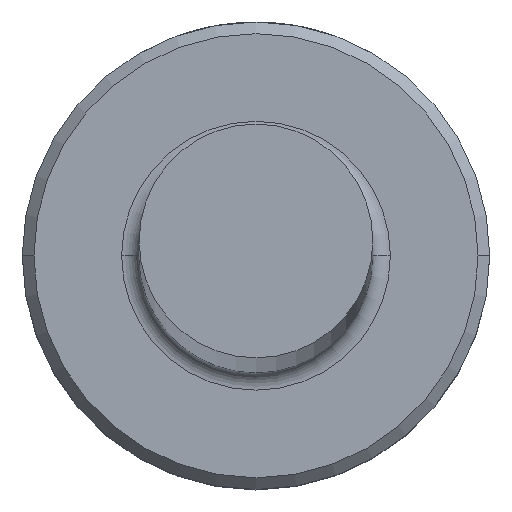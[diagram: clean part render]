
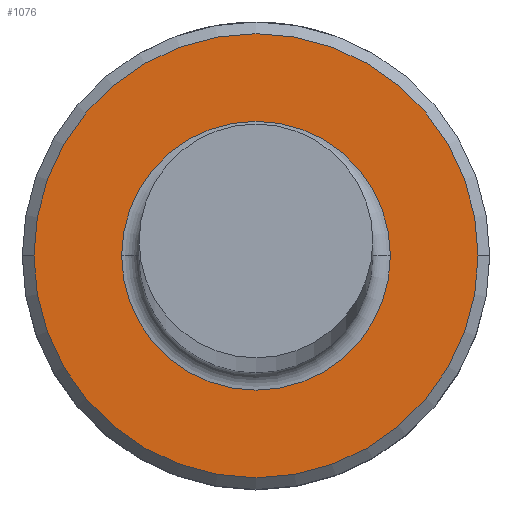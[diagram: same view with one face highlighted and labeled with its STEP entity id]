
A CAD part, top view. The second image highlights one B-rep face of the part: STEP entity #1076.
In plain terms, the highlighted planar face has unit normal (0, 0, 1).
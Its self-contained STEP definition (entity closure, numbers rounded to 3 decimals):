
#26 = DIRECTION ( 'NONE',  ( 0., 0., 1. ) ) ;
#148 = DIRECTION ( 'NONE',  ( 0., 0., 1. ) ) ;
#149 = FACE_BOUND ( 'NONE', #842, .T. ) ;
#153 = AXIS2_PLACEMENT_3D ( 'NONE', #693, #148, #787 ) ;
#180 = FACE_OUTER_BOUND ( 'NONE', #916, .T. ) ;
#201 = CIRCLE ( 'NONE', #212, 2.3 ) ;
#210 = CARTESIAN_POINT ( 'NONE',  ( 0., 0., 5. ) ) ;
#212 = AXIS2_PLACEMENT_3D ( 'NONE', #291, #910, #376 ) ;
#217 = DIRECTION ( 'NONE',  ( 0., 0., -1. ) ) ;
#291 = CARTESIAN_POINT ( 'NONE',  ( 0., 0., 5. ) ) ;
#298 = DIRECTION ( 'NONE',  ( 1., 0., 0. ) ) ;
#302 = CARTESIAN_POINT ( 'NONE',  ( -2.3, 0., 5. ) ) ;
#341 = EDGE_CURVE ( 'NONE', #788, #580, #431, .T. ) ;
#357 = ORIENTED_EDGE ( 'NONE', *, *, #830, .T. ) ;
#376 = DIRECTION ( 'NONE',  ( -1., 0., 0. ) ) ;
#431 = CIRCLE ( 'NONE', #153, 3.8 ) ;
#445 = ORIENTED_EDGE ( 'NONE', *, *, #341, .T. ) ;
#580 = VERTEX_POINT ( 'NONE', #1094 ) ;
#601 = CIRCLE ( 'NONE', #697, 2.3 ) ;
#610 = VERTEX_POINT ( 'NONE', #751 ) ;
#629 = AXIS2_PLACEMENT_3D ( 'NONE', #1011, #26, #661 ) ;
#661 = DIRECTION ( 'NONE',  ( 1., 0., 0. ) ) ;
#693 = CARTESIAN_POINT ( 'NONE',  ( 0., 0., 5. ) ) ;
#697 = AXIS2_PLACEMENT_3D ( 'NONE', #754, #217, #846 ) ;
#751 = CARTESIAN_POINT ( 'NONE',  ( 2.3, 0., 5. ) ) ;
#754 = CARTESIAN_POINT ( 'NONE',  ( 0., 0., 5. ) ) ;
#787 = DIRECTION ( 'NONE',  ( 1., 0., 0. ) ) ;
#788 = VERTEX_POINT ( 'NONE', #913 ) ;
#830 = EDGE_CURVE ( 'NONE', #580, #788, #1155, .T. ) ;
#839 = PLANE ( 'NONE',  #629 ) ;
#841 = DIRECTION ( 'NONE',  ( 0., 0., 1. ) ) ;
#842 = EDGE_LOOP ( 'NONE', ( #1067, #1157 ) ) ;
#846 = DIRECTION ( 'NONE',  ( -1., 0., 0. ) ) ;
#870 = VERTEX_POINT ( 'NONE', #302 ) ;
#910 = DIRECTION ( 'NONE',  ( 0., 0., -1. ) ) ;
#913 = CARTESIAN_POINT ( 'NONE',  ( 3.8, 0., 5. ) ) ;
#916 = EDGE_LOOP ( 'NONE', ( #357, #445 ) ) ;
#1011 = CARTESIAN_POINT ( 'NONE',  ( 0., 0., 5. ) ) ;
#1033 = EDGE_CURVE ( 'NONE', #610, #870, #201, .T. ) ;
#1059 = AXIS2_PLACEMENT_3D ( 'NONE', #210, #841, #298 ) ;
#1067 = ORIENTED_EDGE ( 'NONE', *, *, #1119, .T. ) ;
#1076 = ADVANCED_FACE ( 'NONE', ( #180, #149 ), #839, .T. ) ;
#1094 = CARTESIAN_POINT ( 'NONE',  ( -3.8, 0., 5. ) ) ;
#1119 = EDGE_CURVE ( 'NONE', #870, #610, #601, .T. ) ;
#1155 = CIRCLE ( 'NONE', #1059, 3.8 ) ;
#1157 = ORIENTED_EDGE ( 'NONE', *, *, #1033, .T. ) ;
